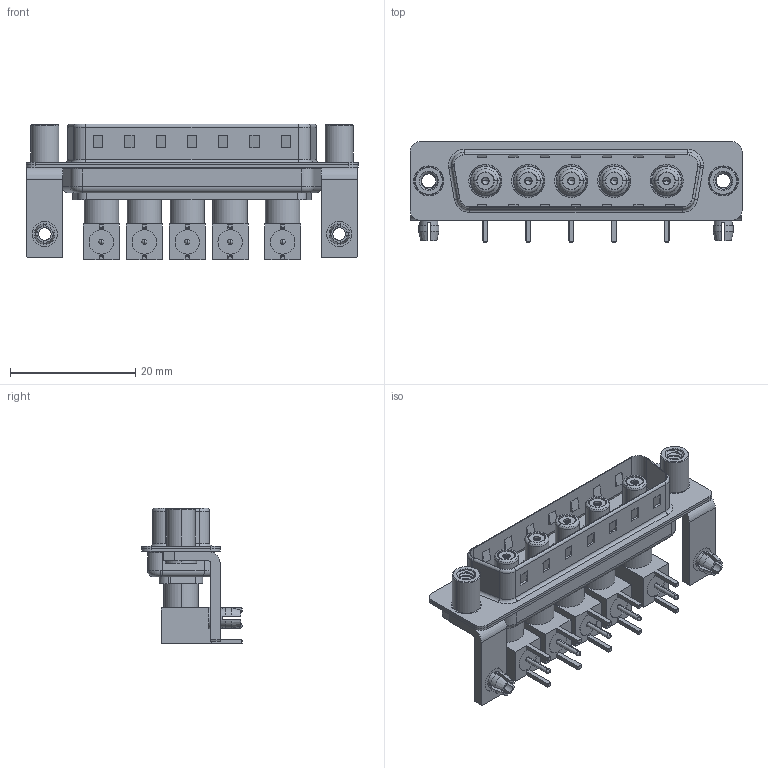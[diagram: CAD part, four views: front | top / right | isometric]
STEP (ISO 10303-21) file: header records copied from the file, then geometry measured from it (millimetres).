
FILE_DESCRIPTION (( 'STEP AP203' ), '1' );
FILE_NAME ('629-5W5-240-5T5.STEP', '2022-05-07T05:52:59', ( '' ), ( '' ), 'SwSTEP 2.0', 'SolidWorks 2020', '' );
FILE_SCHEMA (( 'CONFIG_CONTROL_DESIGN' ));
Length unit declared in the file: millimetre
Products named in the file (19): 629Combo Shell Rear_25 Contacts; Socket_RA; Co-Ax Jack Assy_RA; 629Combo Shell Front_25 Contacts; 629Combo Housing_5W5; Insulator Socket 2; 629Combo Threaded Standoff_5; Locking Collar; 629Combo Board Lock; Insulator Socket; RA Back Shell; 629-5W5-240-5T5; 629Combo Stabilizer Bracket; Co-Ax Jack_RA PC Tail; Insulator RA Pin
Assembly tree (49 placements, depth 3):
  629-5W5-240-5T5
    629Combo Housing_5W5
    629Combo Shell Rear_25 Contacts
    629Combo Shell Front_25 Contacts
    629Combo Stabilizer Bracket  x2
    629Combo Board Lock  x2
    629Combo Threaded Standoff_5  x2
    Co-Ax Jack Assy_RA
      Co-Ax Jack_RA PC Tail
      Insulator Socket
      Insulator Socket 2
      Locking Collar
      Socket_RA
      RA Back Shell
      Insulator RA Pin
    Co-Ax Jack Assy_RA
      Co-Ax Jack_RA PC Tail
      Insulator Socket
      Insulator Socket 2
      Locking Collar
      Socket_RA
      RA Back Shell
      Insulator RA Pin
    Co-Ax Jack Assy_RA
      Co-Ax Jack_RA PC Tail
      Insulator Socket
      Insulator Socket 2
      Locking Collar
      Socket_RA
      RA Back Shell
      Insulator RA Pin
    Co-Ax Jack Assy_RA
      Co-Ax Jack_RA PC Tail
      Insulator Socket
      Insulator Socket 2
      Locking Collar
      Socket_RA
      RA Back Shell
      Insulator RA Pin
    Co-Ax Jack Assy_RA
      Co-Ax Jack_RA PC Tail
      Insulator Socket
      Insulator Socket 2
      Locking Collar
      Socket_RA
      RA Back Shell
      Insulator RA Pin
Bounding box: 53.05 x 16 x 21.71 mm (x, y, z)
Volume: 4576.4 mm3; surface area: 12493.9 mm2
Topology: 44 solids, 44 shells, 1316 faces, 3166 edges, 1985 vertices
Faces by surface type: cylinder 564, plane 526, cone 125, torus 80, bspline 11, sphere 10
Entity records: 23021 total; most frequent: CARTESIAN_POINT 5294, DIRECTION 3275, ORIENTED_EDGE 2998, EDGE_CURVE 1499, AXIS2_PLACEMENT_3D 1223, VERTEX_POINT 952, VECTOR 829, LINE 829
